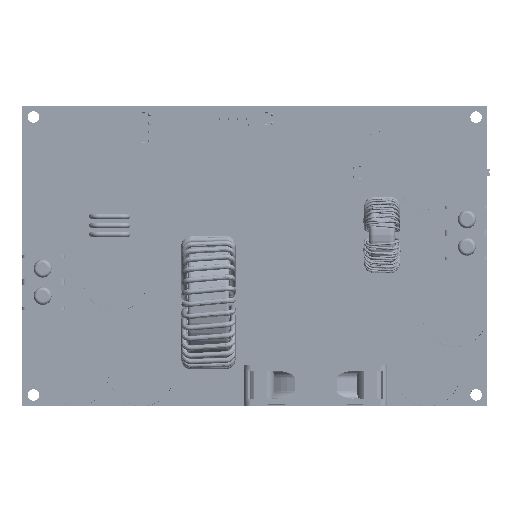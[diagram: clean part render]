
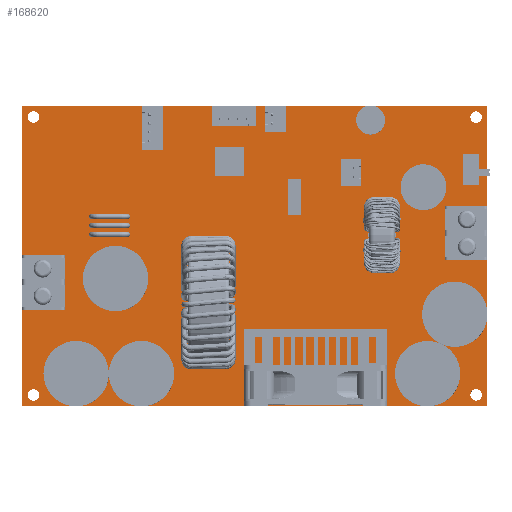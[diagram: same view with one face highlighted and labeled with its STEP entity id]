
A CAD part, top view. The second image highlights one B-rep face of the part: STEP entity #168620.
In plain terms, the highlighted planar face has unit normal (0, 0, 1).
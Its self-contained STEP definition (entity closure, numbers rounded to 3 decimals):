
#168371 = VERTEX_POINT('',#168372);
#168372 = CARTESIAN_POINT('',(125.2,3.2,0.));
#168378 = EDGE_CURVE('',#168371,#168371,#168379,.T.);
#168379 = CIRCLE('',#168380,1.6);
#168380 = AXIS2_PLACEMENT_3D('',#168381,#168382,#168383);
#168381 = CARTESIAN_POINT('',(126.8,3.2,0.));
#168382 = DIRECTION('',(0.,0.,-1.));
#168383 = DIRECTION('',(1.,0.,0.));
#168404 = VERTEX_POINT('',#168405);
#168405 = CARTESIAN_POINT('',(1.6,80.8,0.));
#168411 = EDGE_CURVE('',#168404,#168404,#168412,.T.);
#168412 = CIRCLE('',#168413,1.6);
#168413 = AXIS2_PLACEMENT_3D('',#168414,#168415,#168416);
#168414 = CARTESIAN_POINT('',(3.2,80.8,0.));
#168415 = DIRECTION('',(0.,0.,-1.));
#168416 = DIRECTION('',(1.,0.,0.));
#168437 = VERTEX_POINT('',#168438);
#168438 = CARTESIAN_POINT('',(1.6,3.2,0.));
#168444 = EDGE_CURVE('',#168437,#168437,#168445,.T.);
#168445 = CIRCLE('',#168446,1.6);
#168446 = AXIS2_PLACEMENT_3D('',#168447,#168448,#168449);
#168447 = CARTESIAN_POINT('',(3.2,3.2,0.));
#168448 = DIRECTION('',(0.,0.,-1.));
#168449 = DIRECTION('',(1.,0.,0.));
#168470 = VERTEX_POINT('',#168471);
#168471 = CARTESIAN_POINT('',(125.2,80.8,0.));
#168477 = EDGE_CURVE('',#168470,#168470,#168478,.T.);
#168478 = CIRCLE('',#168479,1.6);
#168479 = AXIS2_PLACEMENT_3D('',#168480,#168481,#168482);
#168480 = CARTESIAN_POINT('',(126.8,80.8,0.));
#168481 = DIRECTION('',(0.,0.,-1.));
#168482 = DIRECTION('',(1.,0.,0.));
#168500 = EDGE_CURVE('',#168501,#168503,#168505,.T.);
#168501 = VERTEX_POINT('',#168502);
#168502 = CARTESIAN_POINT('',(0.,0.,0.));
#168503 = VERTEX_POINT('',#168504);
#168504 = CARTESIAN_POINT('',(130.,0.,0.));
#168505 = LINE('',#168506,#168507);
#168506 = CARTESIAN_POINT('',(0.,0.,0.));
#168507 = VECTOR('',#168508,1.);
#168508 = DIRECTION('',(1.,0.,0.));
#168540 = EDGE_CURVE('',#168503,#168541,#168543,.T.);
#168541 = VERTEX_POINT('',#168542);
#168542 = CARTESIAN_POINT('',(130.,84.,0.));
#168543 = LINE('',#168544,#168545);
#168544 = CARTESIAN_POINT('',(130.,0.,0.));
#168545 = VECTOR('',#168546,1.);
#168546 = DIRECTION('',(0.,1.,0.));
#168571 = EDGE_CURVE('',#168541,#168572,#168574,.T.);
#168572 = VERTEX_POINT('',#168573);
#168573 = CARTESIAN_POINT('',(0.,84.,0.));
#168574 = LINE('',#168575,#168576);
#168575 = CARTESIAN_POINT('',(130.,84.,0.));
#168576 = VECTOR('',#168577,1.);
#168577 = DIRECTION('',(-1.,0.,0.));
#168602 = EDGE_CURVE('',#168572,#168501,#168603,.T.);
#168603 = LINE('',#168604,#168605);
#168604 = CARTESIAN_POINT('',(0.,84.,0.));
#168605 = VECTOR('',#168606,1.);
#168606 = DIRECTION('',(0.,-1.,0.));
#168620 = ADVANCED_FACE('',(#168621,#168627,#168630,#168633,#168636),
  #168639,.T.);
#168621 = FACE_BOUND('',#168622,.T.);
#168622 = EDGE_LOOP('',(#168623,#168624,#168625,#168626));
#168623 = ORIENTED_EDGE('',*,*,#168602,.T.);
#168624 = ORIENTED_EDGE('',*,*,#168500,.T.);
#168625 = ORIENTED_EDGE('',*,*,#168540,.T.);
#168626 = ORIENTED_EDGE('',*,*,#168571,.T.);
#168627 = FACE_BOUND('',#168628,.T.);
#168628 = EDGE_LOOP('',(#168629));
#168629 = ORIENTED_EDGE('',*,*,#168477,.T.);
#168630 = FACE_BOUND('',#168631,.T.);
#168631 = EDGE_LOOP('',(#168632));
#168632 = ORIENTED_EDGE('',*,*,#168444,.T.);
#168633 = FACE_BOUND('',#168634,.T.);
#168634 = EDGE_LOOP('',(#168635));
#168635 = ORIENTED_EDGE('',*,*,#168411,.T.);
#168636 = FACE_BOUND('',#168637,.T.);
#168637 = EDGE_LOOP('',(#168638));
#168638 = ORIENTED_EDGE('',*,*,#168378,.T.);
#168639 = PLANE('',#168640);
#168640 = AXIS2_PLACEMENT_3D('',#168641,#168642,#168643);
#168641 = CARTESIAN_POINT('',(65.,42.,0.));
#168642 = DIRECTION('',(0.,0.,1.));
#168643 = DIRECTION('',(1.,0.,0.));
